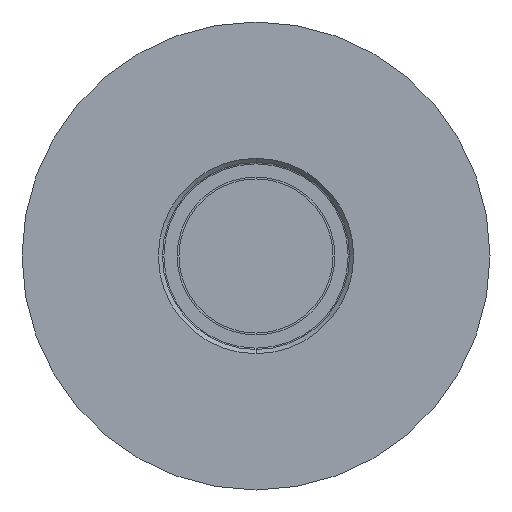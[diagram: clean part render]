
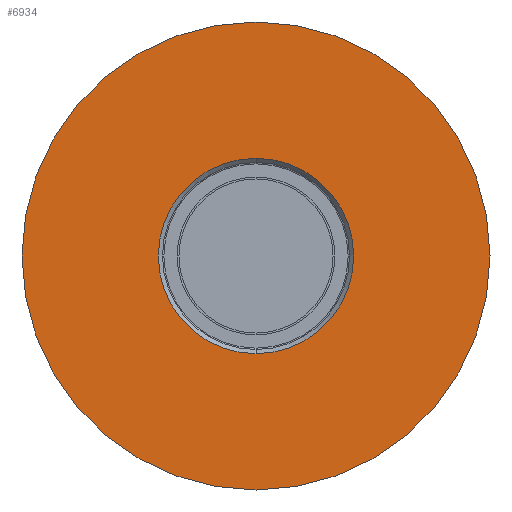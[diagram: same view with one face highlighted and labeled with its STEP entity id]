
A CAD part, front view. The second image highlights one B-rep face of the part: STEP entity #6934.
In plain terms, the highlighted planar face has unit normal (0, -1, 0).
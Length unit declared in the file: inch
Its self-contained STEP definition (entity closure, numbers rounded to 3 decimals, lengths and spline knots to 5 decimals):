
#165 = DIRECTION ( 'NONE',  ( 0., -1., 0. ) ) ;
#340 = EDGE_CURVE ( 'NONE', #895, #6451, #786, .T. ) ;
#404 = CARTESIAN_POINT ( 'NONE',  ( 0., 0., 0. ) ) ;
#519 = ORIENTED_EDGE ( 'NONE', *, *, #3548, .T. ) ;
#595 = ORIENTED_EDGE ( 'NONE', *, *, #6490, .F. ) ;
#660 = DIRECTION ( 'NONE',  ( 0., 1., 0. ) ) ;
#691 = FACE_OUTER_BOUND ( 'NONE', #1713, .T. ) ;
#737 = ORIENTED_EDGE ( 'NONE', *, *, #5097, .T. ) ;
#786 = CIRCLE ( 'NONE', #3355, 0.6225 ) ;
#793 = AXIS2_PLACEMENT_3D ( 'NONE', #4677, #3521, #2980 ) ;
#895 = VERTEX_POINT ( 'NONE', #4114 ) ;
#1075 = DIRECTION ( 'NONE',  ( 0., 0., 1. ) ) ;
#1130 = CARTESIAN_POINT ( 'NONE',  ( 0., 0., -0.26 ) ) ;
#1638 = CARTESIAN_POINT ( 'NONE',  ( 0., 0., 0.26 ) ) ;
#1707 = AXIS2_PLACEMENT_3D ( 'NONE', #404, #2513, #5911 ) ;
#1713 = EDGE_LOOP ( 'NONE', ( #3772, #595 ) ) ;
#2057 = CIRCLE ( 'NONE', #1707, 0.26 ) ;
#2237 = DIRECTION ( 'NONE',  ( 0., 1., 0. ) ) ;
#2359 = PLANE ( 'NONE',  #3037 ) ;
#2513 = DIRECTION ( 'NONE',  ( 0., 1., 0. ) ) ;
#2980 = DIRECTION ( 'NONE',  ( 0., 0., 1. ) ) ;
#3037 = AXIS2_PLACEMENT_3D ( 'NONE', #5191, #165, #6811 ) ;
#3355 = AXIS2_PLACEMENT_3D ( 'NONE', #6233, #660, #3531 ) ;
#3521 = DIRECTION ( 'NONE',  ( 0., 1., 0. ) ) ;
#3524 = FACE_BOUND ( 'NONE', #6286, .T. ) ;
#3531 = DIRECTION ( 'NONE',  ( 0., 0., 1. ) ) ;
#3548 = EDGE_CURVE ( 'NONE', #6783, #4087, #2057, .T. ) ;
#3772 = ORIENTED_EDGE ( 'NONE', *, *, #340, .F. ) ;
#3828 = CIRCLE ( 'NONE', #4755, 0.6225 ) ;
#3833 = CARTESIAN_POINT ( 'NONE',  ( 0., 0., -0.6225 ) ) ;
#4087 = VERTEX_POINT ( 'NONE', #1638 ) ;
#4114 = CARTESIAN_POINT ( 'NONE',  ( 0., 0., 0.6225 ) ) ;
#4677 = CARTESIAN_POINT ( 'NONE',  ( 0., 0., 0. ) ) ;
#4755 = AXIS2_PLACEMENT_3D ( 'NONE', #6062, #2237, #1075 ) ;
#5097 = EDGE_CURVE ( 'NONE', #4087, #6783, #5101, .T. ) ;
#5101 = CIRCLE ( 'NONE', #793, 0.26 ) ;
#5191 = CARTESIAN_POINT ( 'NONE',  ( -0.26, 0., 0. ) ) ;
#5911 = DIRECTION ( 'NONE',  ( 0., 0., 1. ) ) ;
#6062 = CARTESIAN_POINT ( 'NONE',  ( 0., 0., 0. ) ) ;
#6233 = CARTESIAN_POINT ( 'NONE',  ( 0., 0., 0. ) ) ;
#6286 = EDGE_LOOP ( 'NONE', ( #519, #737 ) ) ;
#6451 = VERTEX_POINT ( 'NONE', #3833 ) ;
#6490 = EDGE_CURVE ( 'NONE', #6451, #895, #3828, .T. ) ;
#6783 = VERTEX_POINT ( 'NONE', #1130 ) ;
#6811 = DIRECTION ( 'NONE',  ( 0., 0., -1. ) ) ;
#6934 = ADVANCED_FACE ( 'NONE', ( #3524, #691 ), #2359, .T. ) ;
